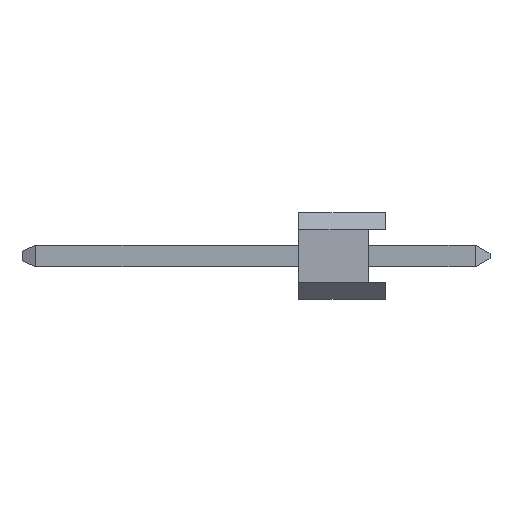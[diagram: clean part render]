
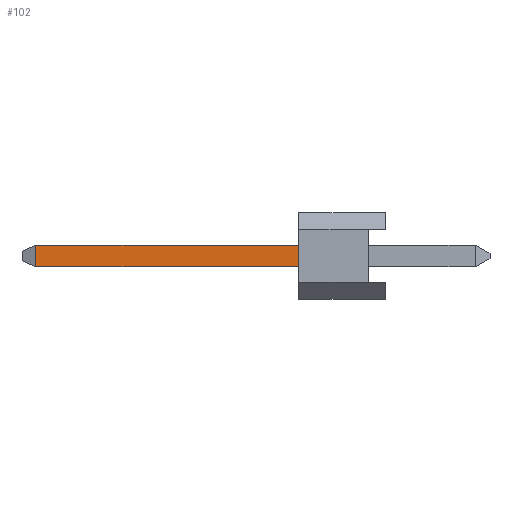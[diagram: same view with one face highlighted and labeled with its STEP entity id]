
A CAD part, left-side view. The second image highlights one B-rep face of the part: STEP entity #102.
In plain terms, the highlighted planar face has unit normal (-1, 0, 0).
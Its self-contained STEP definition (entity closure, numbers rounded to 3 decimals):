
#7 = EDGE_CURVE ( 'NONE', #502, #114, #194, .T. ) ;
#58 = LINE ( 'NONE', #729, #1004 ) ;
#102 = ADVANCED_FACE ( 'NONE', ( #754 ), #426, .F. ) ;
#114 = VERTEX_POINT ( 'NONE', #696 ) ;
#143 = CARTESIAN_POINT ( 'NONE',  ( -0.32, 10.62, -0.425 ) ) ;
#166 = ORIENTED_EDGE ( 'NONE', *, *, #7, .T. ) ;
#174 = AXIS2_PLACEMENT_3D ( 'NONE', #390, #941, #469 ) ;
#188 = EDGE_CURVE ( 'NONE', #688, #474, #58, .T. ) ;
#194 = LINE ( 'NONE', #1034, #697 ) ;
#230 = LINE ( 'NONE', #143, #1022 ) ;
#365 = VECTOR ( 'NONE', #945, 1000. ) ;
#368 = CARTESIAN_POINT ( 'NONE',  ( -0.32, 2.54, -0.425 ) ) ;
#390 = CARTESIAN_POINT ( 'NONE',  ( -0.32, 10.62, -0.425 ) ) ;
#416 = CARTESIAN_POINT ( 'NONE',  ( -0.32, 2.54, 0.215 ) ) ;
#426 = PLANE ( 'NONE',  #174 ) ;
#451 = ORIENTED_EDGE ( 'NONE', *, *, #899, .F. ) ;
#469 = DIRECTION ( 'NONE',  ( 0., 0., -1. ) ) ;
#474 = VERTEX_POINT ( 'NONE', #416 ) ;
#502 = VERTEX_POINT ( 'NONE', #578 ) ;
#523 = LINE ( 'NONE', #536, #365 ) ;
#536 = CARTESIAN_POINT ( 'NONE',  ( -0.32, 10.62, 0.215 ) ) ;
#556 = DIRECTION ( 'NONE',  ( 0., 0., -1. ) ) ;
#578 = CARTESIAN_POINT ( 'NONE',  ( -0.32, 10.22, 0.215 ) ) ;
#688 = VERTEX_POINT ( 'NONE', #368 ) ;
#696 = CARTESIAN_POINT ( 'NONE',  ( -0.32, 10.22, -0.425 ) ) ;
#697 = VECTOR ( 'NONE', #556, 1000. ) ;
#729 = CARTESIAN_POINT ( 'NONE',  ( -0.32, 2.54, -0.425 ) ) ;
#754 = FACE_OUTER_BOUND ( 'NONE', #903, .T. ) ;
#796 = EDGE_CURVE ( 'NONE', #114, #688, #230, .T. ) ;
#807 = DIRECTION ( 'NONE',  ( 0., -1., 0. ) ) ;
#843 = ORIENTED_EDGE ( 'NONE', *, *, #796, .T. ) ;
#895 = DIRECTION ( 'NONE',  ( 0., 0., 1. ) ) ;
#899 = EDGE_CURVE ( 'NONE', #502, #474, #523, .T. ) ;
#903 = EDGE_LOOP ( 'NONE', ( #451, #166, #843, #908 ) ) ;
#908 = ORIENTED_EDGE ( 'NONE', *, *, #188, .T. ) ;
#941 = DIRECTION ( 'NONE',  ( 1., 0., 0. ) ) ;
#945 = DIRECTION ( 'NONE',  ( 0., -1., 0. ) ) ;
#1004 = VECTOR ( 'NONE', #895, 1000. ) ;
#1022 = VECTOR ( 'NONE', #807, 1000. ) ;
#1034 = CARTESIAN_POINT ( 'NONE',  ( -0.32, 10.22, -0.425 ) ) ;
